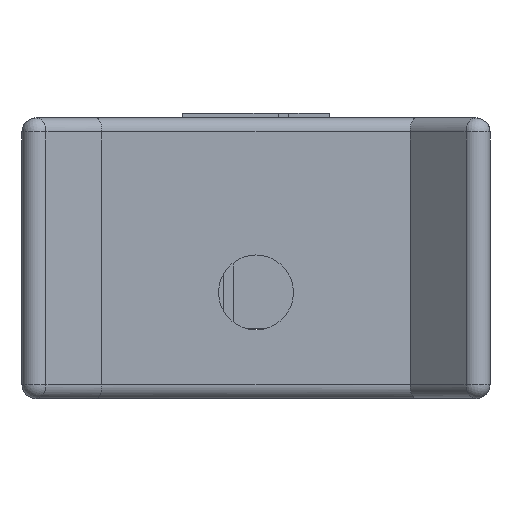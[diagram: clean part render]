
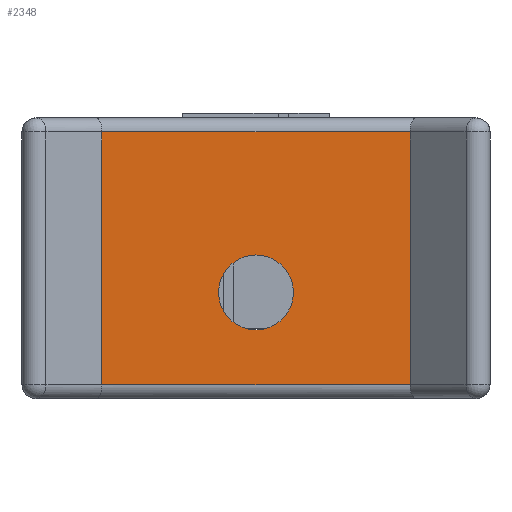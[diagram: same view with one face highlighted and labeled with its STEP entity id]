
A CAD part, front view. The second image highlights one B-rep face of the part: STEP entity #2348.
In plain terms, the highlighted planar face has unit normal (0, -1, 0).
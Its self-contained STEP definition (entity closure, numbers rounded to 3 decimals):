
#118=FACE_BOUND('',#358,.T.);
#122=PLANE('',#2542);
#219=FACE_OUTER_BOUND('',#357,.T.);
#357=EDGE_LOOP('',(#1652,#1653,#1654,#1655));
#358=EDGE_LOOP('',(#1656));
#486=LINE('',#3496,#724);
#488=LINE('',#3505,#726);
#502=LINE('',#3556,#740);
#503=LINE('',#3558,#741);
#724=VECTOR('',#2771,25.4);
#726=VECTOR('',#2779,25.4);
#740=VECTOR('',#2841,25.4);
#741=VECTOR('',#2844,25.4);
#955=CIRCLE('',#2509,1.6);
#1010=VERTEX_POINT('',#3473);
#1018=VERTEX_POINT('',#3492);
#1020=VERTEX_POINT('',#3495);
#1022=VERTEX_POINT('',#3501);
#1024=VERTEX_POINT('',#3504);
#1234=EDGE_CURVE('',#1010,#1010,#955,.T.);
#1244=EDGE_CURVE('',#1018,#1020,#486,.T.);
#1248=EDGE_CURVE('',#1022,#1024,#488,.T.);
#1275=EDGE_CURVE('',#1020,#1022,#502,.T.);
#1276=EDGE_CURVE('',#1024,#1018,#503,.T.);
#1652=ORIENTED_EDGE('',*,*,#1276,.F.);
#1653=ORIENTED_EDGE('',*,*,#1248,.F.);
#1654=ORIENTED_EDGE('',*,*,#1275,.F.);
#1655=ORIENTED_EDGE('',*,*,#1244,.F.);
#1656=ORIENTED_EDGE('',*,*,#1234,.T.);
#2348=ADVANCED_FACE('',(#219,#118),#122,.T.);
#2509=AXIS2_PLACEMENT_3D('',#3474,#2754,#2755);
#2542=AXIS2_PLACEMENT_3D('',#3559,#2845,#2846);
#2754=DIRECTION('center_axis',(0.,1.,0.));
#2755=DIRECTION('ref_axis',(0.,0.,-1.));
#2771=DIRECTION('',(1.,0.,0.));
#2779=DIRECTION('',(-1.,0.,0.));
#2841=DIRECTION('',(0.,0.,-1.));
#2844=DIRECTION('',(0.,0.,1.));
#2845=DIRECTION('center_axis',(0.,-1.,0.));
#2846=DIRECTION('ref_axis',(0.,0.,
1.));
#3473=CARTESIAN_POINT('',(-35.808,-235.078,203.186));
#3474=CARTESIAN_POINT('Origin',(-35.808,-235.078,201.586));
#3492=CARTESIAN_POINT('',(-42.394,-235.078,208.443));
#3495=CARTESIAN_POINT('',(-29.222,-235.078,208.443));
#3496=CARTESIAN_POINT('',(-7.479,-235.078,208.443));
#3501=CARTESIAN_POINT('',(-29.222,-235.078,197.643));
#3504=CARTESIAN_POINT('',(-42.394,-235.078,197.643));
#3505=CARTESIAN_POINT('',(-44.974,-235.078,197.643));
#3556=CARTESIAN_POINT('',(-29.222,-235.078,203.316));
#3558=CARTESIAN_POINT('',(-42.394,-235.078,203.316));
#3559=CARTESIAN_POINT('Origin',(-35.275,-235.078,200.589));
